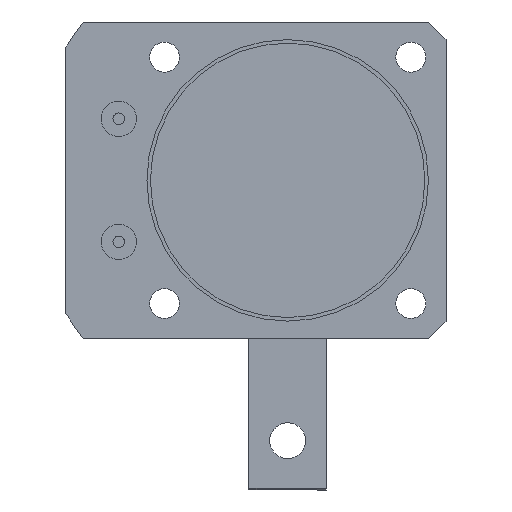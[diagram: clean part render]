
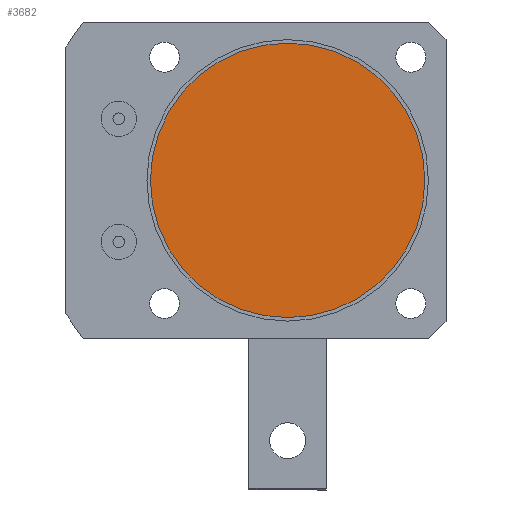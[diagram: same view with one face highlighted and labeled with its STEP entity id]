
A CAD part, front view. The second image highlights one B-rep face of the part: STEP entity #3682.
In plain terms, the highlighted planar face has unit normal (0, -1, 0).
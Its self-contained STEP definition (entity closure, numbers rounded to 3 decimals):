
#932 = CIRCLE ( 'NONE', #5364, 39. ) ;
#1487 = FACE_OUTER_BOUND ( 'NONE', #2679, .T. ) ;
#1732 = DIRECTION ( 'NONE',  ( 0., 0., -1. ) ) ;
#1733 = DIRECTION ( 'NONE',  ( 0., 1., 0. ) ) ;
#1734 = CARTESIAN_POINT ( 'NONE',  ( 0., 0., 0. ) ) ;
#2679 = EDGE_LOOP ( 'NONE', ( #7116, #7115 ) ) ;
#3682 = ADVANCED_FACE ( 'NONE', ( #1487 ), #8391, .F. ) ;
#4431 = EDGE_CURVE ( 'NONE', #7106, #7427, #6373, .T. ) ;
#4699 = EDGE_CURVE ( 'NONE', #7427, #7106, #932, .T. ) ;
#5191 = AXIS2_PLACEMENT_3D ( 'NONE', #8396, #8389, #8388 ) ;
#5288 = AXIS2_PLACEMENT_3D ( 'NONE', #1734, #1733, #1732 ) ;
#5364 = AXIS2_PLACEMENT_3D ( 'NONE', #10947, #10946, #10945 ) ;
#6373 = CIRCLE ( 'NONE', #5288, 39. ) ;
#7106 = VERTEX_POINT ( 'NONE', #10592 ) ;
#7115 = ORIENTED_EDGE ( 'NONE', *, *, #4431, .F. ) ;
#7116 = ORIENTED_EDGE ( 'NONE', *, *, #4699, .F. ) ;
#7427 = VERTEX_POINT ( 'NONE', #10667 ) ;
#8388 = DIRECTION ( 'NONE',  ( 0., 0., 1. ) ) ;
#8389 = DIRECTION ( 'NONE',  ( 0., 1., 0. ) ) ;
#8391 = PLANE ( 'NONE',  #5191 ) ;
#8396 = CARTESIAN_POINT ( 'NONE',  ( 0., 0., 0. ) ) ;
#10592 = CARTESIAN_POINT ( 'NONE',  ( 0., 0., 39. ) ) ;
#10667 = CARTESIAN_POINT ( 'NONE',  ( 0., 0., -39. ) ) ;
#10945 = DIRECTION ( 'NONE',  ( 0., 0., -1. ) ) ;
#10946 = DIRECTION ( 'NONE',  ( 0., 1., 0. ) ) ;
#10947 = CARTESIAN_POINT ( 'NONE',  ( 0., 0., 0. ) ) ;
